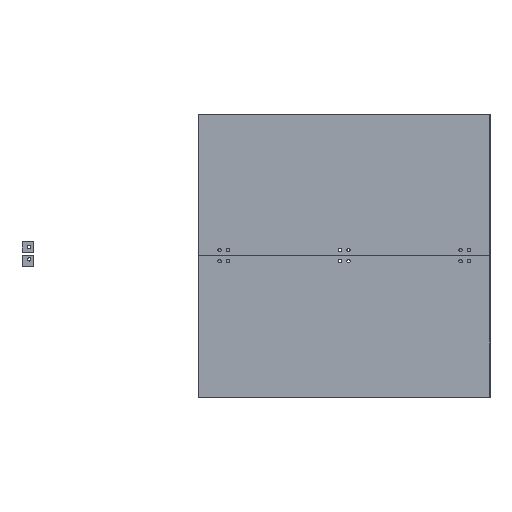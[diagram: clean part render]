
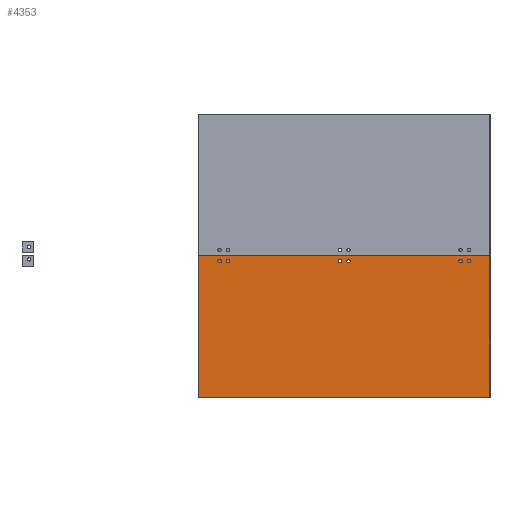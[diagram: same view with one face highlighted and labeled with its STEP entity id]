
A CAD part, top view. The second image highlights one B-rep face of the part: STEP entity #4353.
In plain terms, the highlighted planar face has unit normal (0, 0, 1).
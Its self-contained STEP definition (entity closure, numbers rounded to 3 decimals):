
#4113=CARTESIAN_POINT('',(515.,247.5,669.));
#4114=VERTEX_POINT('',#4113);
#4121=CARTESIAN_POINT('',(515.,-5.,669.));
#4122=VERTEX_POINT('',#4121);
#4123=CARTESIAN_POINT('',(515.,247.5,669.));
#4124=DIRECTION('',(0.,-1.,0.));
#4125=VECTOR('',#4124,252.5);
#4126=LINE('',#4123,#4125);
#4127=EDGE_CURVE('',#4114,#4122,#4126,.T.);
#4151=CARTESIAN_POINT('',(-5.,247.5,669.));
#4152=VERTEX_POINT('',#4151);
#4159=CARTESIAN_POINT('',(515.,247.5,669.));
#4160=DIRECTION('',(-1.,0.,0.));
#4161=VECTOR('',#4160,520.);
#4162=LINE('',#4159,#4161);
#4163=EDGE_CURVE('',#4114,#4152,#4162,.T.);
#4182=CARTESIAN_POINT('',(-5.,-5.,669.));
#4183=VERTEX_POINT('',#4182);
#4190=CARTESIAN_POINT('',(-5.,-5.,669.));
#4191=DIRECTION('',(0.,1.,0.));
#4192=VECTOR('',#4191,252.5);
#4193=LINE('',#4190,#4192);
#4194=EDGE_CURVE('',#4183,#4152,#4193,.T.);
#4212=CARTESIAN_POINT('',(-5.,-5.,669.));
#4213=DIRECTION('',(1.,0.,-0.));
#4214=VECTOR('',#4213,520.);
#4215=LINE('',#4212,#4214);
#4216=EDGE_CURVE('',#4183,#4122,#4215,.T.);
#4222=CARTESIAN_POINT('',(0.,0.,669.));
#4223=DIRECTION('',(0.,0.,1.));
#4224=DIRECTION('',(1.,0.,0.));
#4225=AXIS2_PLACEMENT_3D('',#4222,#4223,#4224);
#4226=PLANE('',#4225);
#4227=CARTESIAN_POINT('',(265.5,237.501,669.));
#4228=VERTEX_POINT('',#4227);
#4229=CARTESIAN_POINT('',(259.5,237.501,669.));
#4230=VERTEX_POINT('',#4229);
#4231=CARTESIAN_POINT('',(262.5,237.501,669.));
#4232=DIRECTION('',(-0.,-0.,-1.));
#4233=DIRECTION('',(1.,0.,-0.));
#4234=AXIS2_PLACEMENT_3D('',#4231,#4232,#4233);
#4235=CIRCLE('',#4234,3.);
#4236=EDGE_CURVE('',#4228,#4230,#4235,.T.);
#4237=ORIENTED_EDGE('',*,*,#4236,.T.);
#4238=CARTESIAN_POINT('',(262.5,237.501,669.));
#4239=DIRECTION('',(-0.,-0.,-1.));
#4240=DIRECTION('',(1.,0.,-0.));
#4241=AXIS2_PLACEMENT_3D('',#4238,#4239,#4240);
#4242=CIRCLE('',#4241,3.);
#4243=EDGE_CURVE('',#4230,#4228,#4242,.T.);
#4244=ORIENTED_EDGE('',*,*,#4243,.T.);
#4245=EDGE_LOOP('',(#4237,#4244));
#4246=FACE_BOUND('',#4245,.T.);
#4247=CARTESIAN_POINT('',(250.5,237.501,669.));
#4248=VERTEX_POINT('',#4247);
#4249=CARTESIAN_POINT('',(244.5,237.501,669.));
#4250=VERTEX_POINT('',#4249);
#4251=CARTESIAN_POINT('',(247.5,237.501,669.));
#4252=DIRECTION('',(-0.,-0.,-1.));
#4253=DIRECTION('',(1.,0.,-0.));
#4254=AXIS2_PLACEMENT_3D('',#4251,#4252,#4253);
#4255=CIRCLE('',#4254,3.);
#4256=EDGE_CURVE('',#4248,#4250,#4255,.T.);
#4257=ORIENTED_EDGE('',*,*,#4256,.T.);
#4258=CARTESIAN_POINT('',(247.5,237.501,669.));
#4259=DIRECTION('',(-0.,-0.,-1.));
#4260=DIRECTION('',(1.,0.,-0.));
#4261=AXIS2_PLACEMENT_3D('',#4258,#4259,#4260);
#4262=CIRCLE('',#4261,3.);
#4263=EDGE_CURVE('',#4250,#4248,#4262,.T.);
#4264=ORIENTED_EDGE('',*,*,#4263,.T.);
#4265=EDGE_LOOP('',(#4257,#4264));
#4266=FACE_BOUND('',#4265,.T.);
#4267=CARTESIAN_POINT('',(480.5,237.501,669.));
#4268=VERTEX_POINT('',#4267);
#4269=CARTESIAN_POINT('',(474.5,237.501,669.));
#4270=VERTEX_POINT('',#4269);
#4271=CARTESIAN_POINT('',(477.5,237.501,669.));
#4272=DIRECTION('',(-0.,-0.,-1.));
#4273=DIRECTION('',(1.,0.,-0.));
#4274=AXIS2_PLACEMENT_3D('',#4271,#4272,#4273);
#4275=CIRCLE('',#4274,3.);
#4276=EDGE_CURVE('',#4268,#4270,#4275,.T.);
#4277=ORIENTED_EDGE('',*,*,#4276,.T.);
#4278=CARTESIAN_POINT('',(477.5,237.501,669.));
#4279=DIRECTION('',(-0.,-0.,-1.));
#4280=DIRECTION('',(1.,0.,-0.));
#4281=AXIS2_PLACEMENT_3D('',#4278,#4279,#4280);
#4282=CIRCLE('',#4281,3.);
#4283=EDGE_CURVE('',#4270,#4268,#4282,.T.);
#4284=ORIENTED_EDGE('',*,*,#4283,.T.);
#4285=EDGE_LOOP('',(#4277,#4284));
#4286=FACE_BOUND('',#4285,.T.);
#4287=CARTESIAN_POINT('',(50.5,237.501,669.));
#4288=VERTEX_POINT('',#4287);
#4289=CARTESIAN_POINT('',(44.5,237.501,669.));
#4290=VERTEX_POINT('',#4289);
#4291=CARTESIAN_POINT('',(47.5,237.501,669.));
#4292=DIRECTION('',(-0.,-0.,-1.));
#4293=DIRECTION('',(1.,0.,-0.));
#4294=AXIS2_PLACEMENT_3D('',#4291,#4292,#4293);
#4295=CIRCLE('',#4294,3.);
#4296=EDGE_CURVE('',#4288,#4290,#4295,.T.);
#4297=ORIENTED_EDGE('',*,*,#4296,.T.);
#4298=CARTESIAN_POINT('',(47.5,237.501,669.));
#4299=DIRECTION('',(-0.,-0.,-1.));
#4300=DIRECTION('',(1.,0.,-0.));
#4301=AXIS2_PLACEMENT_3D('',#4298,#4299,#4300);
#4302=CIRCLE('',#4301,3.);
#4303=EDGE_CURVE('',#4290,#4288,#4302,.T.);
#4304=ORIENTED_EDGE('',*,*,#4303,.T.);
#4305=EDGE_LOOP('',(#4297,#4304));
#4306=FACE_BOUND('',#4305,.T.);
#4307=CARTESIAN_POINT('',(465.5,237.501,669.));
#4308=VERTEX_POINT('',#4307);
#4309=CARTESIAN_POINT('',(459.5,237.501,669.));
#4310=VERTEX_POINT('',#4309);
#4311=CARTESIAN_POINT('',(462.5,237.501,669.));
#4312=DIRECTION('',(-0.,-0.,-1.));
#4313=DIRECTION('',(1.,0.,-0.));
#4314=AXIS2_PLACEMENT_3D('',#4311,#4312,#4313);
#4315=CIRCLE('',#4314,3.);
#4316=EDGE_CURVE('',#4308,#4310,#4315,.T.);
#4317=ORIENTED_EDGE('',*,*,#4316,.T.);
#4318=CARTESIAN_POINT('',(462.5,237.501,669.));
#4319=DIRECTION('',(-0.,-0.,-1.));
#4320=DIRECTION('',(1.,0.,-0.));
#4321=AXIS2_PLACEMENT_3D('',#4318,#4319,#4320);
#4322=CIRCLE('',#4321,3.);
#4323=EDGE_CURVE('',#4310,#4308,#4322,.T.);
#4324=ORIENTED_EDGE('',*,*,#4323,.T.);
#4325=EDGE_LOOP('',(#4317,#4324));
#4326=FACE_BOUND('',#4325,.T.);
#4327=CARTESIAN_POINT('',(35.5,237.501,669.));
#4328=VERTEX_POINT('',#4327);
#4329=CARTESIAN_POINT('',(29.5,237.501,669.));
#4330=VERTEX_POINT('',#4329);
#4331=CARTESIAN_POINT('',(32.5,237.501,669.));
#4332=DIRECTION('',(-0.,-0.,-1.));
#4333=DIRECTION('',(1.,0.,-0.));
#4334=AXIS2_PLACEMENT_3D('',#4331,#4332,#4333);
#4335=CIRCLE('',#4334,3.);
#4336=EDGE_CURVE('',#4328,#4330,#4335,.T.);
#4337=ORIENTED_EDGE('',*,*,#4336,.T.);
#4338=CARTESIAN_POINT('',(32.5,237.501,669.));
#4339=DIRECTION('',(-0.,-0.,-1.));
#4340=DIRECTION('',(1.,0.,-0.));
#4341=AXIS2_PLACEMENT_3D('',#4338,#4339,#4340);
#4342=CIRCLE('',#4341,3.);
#4343=EDGE_CURVE('',#4330,#4328,#4342,.T.);
#4344=ORIENTED_EDGE('',*,*,#4343,.T.);
#4345=EDGE_LOOP('',(#4337,#4344));
#4346=FACE_BOUND('',#4345,.T.);
#4347=ORIENTED_EDGE('',*,*,#4127,.F.);
#4348=ORIENTED_EDGE('',*,*,#4163,.T.);
#4349=ORIENTED_EDGE('',*,*,#4194,.F.);
#4350=ORIENTED_EDGE('',*,*,#4216,.T.);
#4351=EDGE_LOOP('',(#4347,#4348,#4349,#4350));
#4352=FACE_BOUND('',#4351,.T.);
#4353=ADVANCED_FACE('',(#4246,#4266,#4286,#4306,#4326,#4346,#4352),#4226,.T.);
